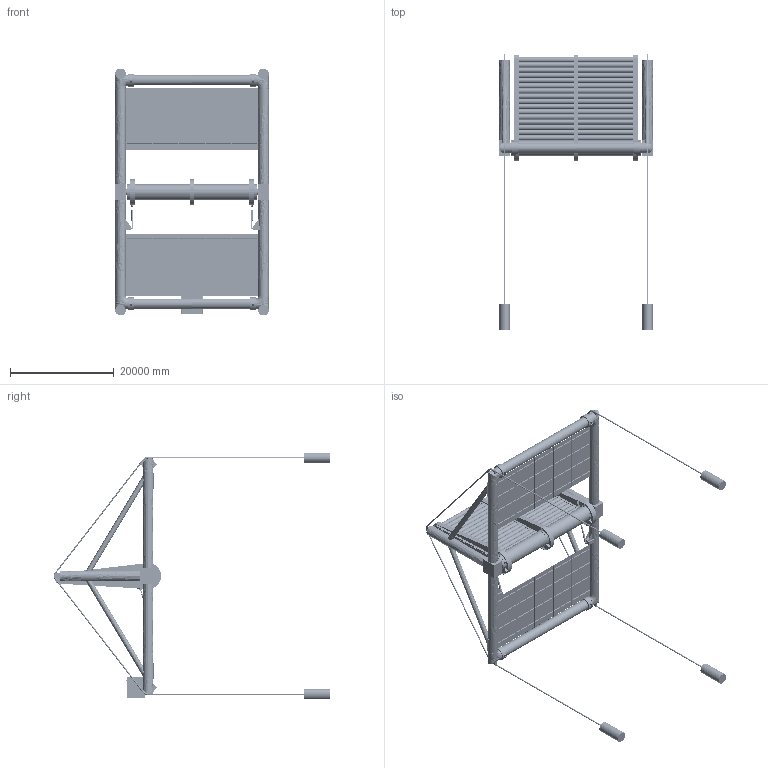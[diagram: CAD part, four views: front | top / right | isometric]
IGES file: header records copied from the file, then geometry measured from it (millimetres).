
Start section: SolidWorks IGES file using analytic representation for surfaces
Global section: file name: RM5-Complete.IGS; native system: SolidWorks 2018; preprocessor: SolidWorks 2018; author: ljepsen; date: 180720.124731; units: metre
Bounding box: 29700 x 53152.54 x 47502.43 mm (x, y, z)
Surface area: 11257392925.6 mm2 (no closed solid volume)
Topology: 0 solids, 0 shells, 5529 faces, 87999 edges, 87996 vertices
Faces by surface type: bspline 3639, revolution 1890
